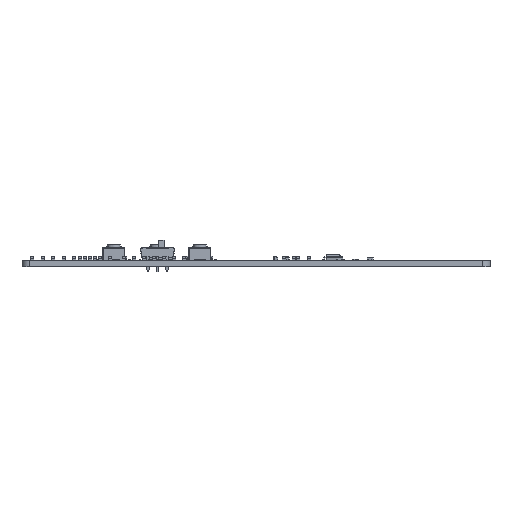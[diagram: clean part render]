
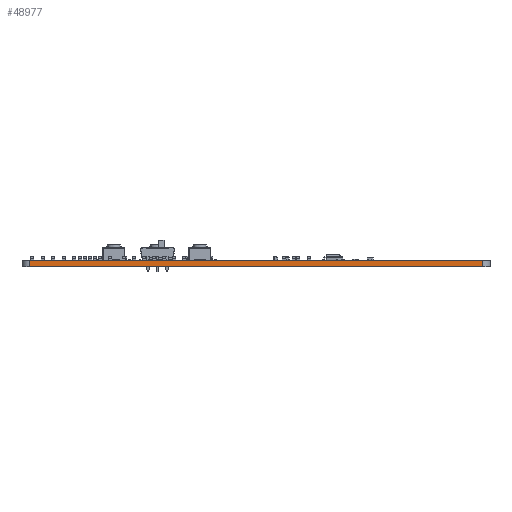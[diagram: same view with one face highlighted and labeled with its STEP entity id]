
A CAD part, front view. The second image highlights one B-rep face of the part: STEP entity #48977.
In plain terms, the highlighted planar face has unit normal (0, -1, 0).
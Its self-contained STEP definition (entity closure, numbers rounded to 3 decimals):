
#38537 = PLANE('',#38538);
#38538 = AXIS2_PLACEMENT_3D('',#38539,#38540,#38541);
#38539 = CARTESIAN_POINT('',(2.888,-1.357,1.6));
#38540 = DIRECTION('',(0.,0.,1.));
#38541 = DIRECTION('',(1.,0.,0.));
#38591 = PLANE('',#38592);
#38592 = AXIS2_PLACEMENT_3D('',#38593,#38594,#38595);
#38593 = CARTESIAN_POINT('',(2.888,-1.357,0.));
#38594 = DIRECTION('',(0.,0.,1.));
#38595 = DIRECTION('',(1.,0.,0.));
#38813 = VERTEX_POINT('',#38814);
#38814 = CARTESIAN_POINT('',(-60.198,-50.8,0.));
#38829 = CYLINDRICAL_SURFACE('',#38830,2.032);
#38830 = AXIS2_PLACEMENT_3D('',#38831,#38832,#38833);
#38831 = CARTESIAN_POINT('',(-60.198,-48.768,0.));
#38832 = DIRECTION('',(0.,0.,-1.));
#38833 = DIRECTION('',(1.,0.,0.));
#38841 = EDGE_CURVE('',#38813,#38842,#38844,.T.);
#38842 = VERTEX_POINT('',#38843);
#38843 = CARTESIAN_POINT('',(60.198,-50.8,0.));
#38844 = SURFACE_CURVE('',#38845,(#38849,#38856),.PCURVE_S1.);
#38845 = LINE('',#38846,#38847);
#38846 = CARTESIAN_POINT('',(-60.198,-50.8,0.));
#38847 = VECTOR('',#38848,1.);
#38848 = DIRECTION('',(1.,0.,0.));
#38849 = PCURVE('',#38591,#38850);
#38850 = DEFINITIONAL_REPRESENTATION('',(#38851),#38855);
#38851 = LINE('',#38852,#38853);
#38852 = CARTESIAN_POINT('',(-63.086,-49.443));
#38853 = VECTOR('',#38854,1.);
#38854 = DIRECTION('',(1.,0.));
#38855 = ( GEOMETRIC_REPRESENTATION_CONTEXT(2) 
PARAMETRIC_REPRESENTATION_CONTEXT() REPRESENTATION_CONTEXT('2D SPACE',''
  ) );
#38856 = PCURVE('',#38857,#38862);
#38857 = PLANE('',#38858);
#38858 = AXIS2_PLACEMENT_3D('',#38859,#38860,#38861);
#38859 = CARTESIAN_POINT('',(-60.198,-50.8,0.));
#38860 = DIRECTION('',(0.,1.,0.));
#38861 = DIRECTION('',(1.,0.,0.));
#38862 = DEFINITIONAL_REPRESENTATION('',(#38863),#38867);
#38863 = LINE('',#38864,#38865);
#38864 = CARTESIAN_POINT('',(0.,0.));
#38865 = VECTOR('',#38866,1.);
#38866 = DIRECTION('',(1.,0.));
#38867 = ( GEOMETRIC_REPRESENTATION_CONTEXT(2) 
PARAMETRIC_REPRESENTATION_CONTEXT() REPRESENTATION_CONTEXT('2D SPACE',''
  ) );
#38886 = CYLINDRICAL_SURFACE('',#38887,2.032);
#38887 = AXIS2_PLACEMENT_3D('',#38888,#38889,#38890);
#38888 = CARTESIAN_POINT('',(60.198,-48.768,0.));
#38889 = DIRECTION('',(0.,0.,-1.));
#38890 = DIRECTION('',(1.,0.,0.));
#44265 = VERTEX_POINT('',#44266);
#44266 = CARTESIAN_POINT('',(-60.198,-50.8,1.6));
#44288 = EDGE_CURVE('',#44265,#44289,#44291,.T.);
#44289 = VERTEX_POINT('',#44290);
#44290 = CARTESIAN_POINT('',(60.198,-50.8,1.6));
#44291 = SURFACE_CURVE('',#44292,(#44296,#44303),.PCURVE_S1.);
#44292 = LINE('',#44293,#44294);
#44293 = CARTESIAN_POINT('',(-60.198,-50.8,1.6));
#44294 = VECTOR('',#44295,1.);
#44295 = DIRECTION('',(1.,0.,0.));
#44296 = PCURVE('',#38537,#44297);
#44297 = DEFINITIONAL_REPRESENTATION('',(#44298),#44302);
#44298 = LINE('',#44299,#44300);
#44299 = CARTESIAN_POINT('',(-63.086,-49.443));
#44300 = VECTOR('',#44301,1.);
#44301 = DIRECTION('',(1.,0.));
#44302 = ( GEOMETRIC_REPRESENTATION_CONTEXT(2) 
PARAMETRIC_REPRESENTATION_CONTEXT() REPRESENTATION_CONTEXT('2D SPACE',''
  ) );
#44303 = PCURVE('',#38857,#44304);
#44304 = DEFINITIONAL_REPRESENTATION('',(#44305),#44309);
#44305 = LINE('',#44306,#44307);
#44306 = CARTESIAN_POINT('',(0.,-1.6));
#44307 = VECTOR('',#44308,1.);
#44308 = DIRECTION('',(1.,0.));
#44309 = ( GEOMETRIC_REPRESENTATION_CONTEXT(2) 
PARAMETRIC_REPRESENTATION_CONTEXT() REPRESENTATION_CONTEXT('2D SPACE',''
  ) );
#48929 = EDGE_CURVE('',#38813,#44265,#48930,.T.);
#48930 = SURFACE_CURVE('',#48931,(#48935,#48942),.PCURVE_S1.);
#48931 = LINE('',#48932,#48933);
#48932 = CARTESIAN_POINT('',(-60.198,-50.8,0.));
#48933 = VECTOR('',#48934,1.);
#48934 = DIRECTION('',(0.,0.,1.));
#48935 = PCURVE('',#38829,#48936);
#48936 = DEFINITIONAL_REPRESENTATION('',(#48937),#48941);
#48937 = LINE('',#48938,#48939);
#48938 = CARTESIAN_POINT('',(-4.712,0.));
#48939 = VECTOR('',#48940,1.);
#48940 = DIRECTION('',(0.,-1.));
#48941 = ( GEOMETRIC_REPRESENTATION_CONTEXT(2) 
PARAMETRIC_REPRESENTATION_CONTEXT() REPRESENTATION_CONTEXT('2D SPACE',''
  ) );
#48942 = PCURVE('',#38857,#48943);
#48943 = DEFINITIONAL_REPRESENTATION('',(#48944),#48948);
#48944 = LINE('',#48945,#48946);
#48945 = CARTESIAN_POINT('',(0.,0.));
#48946 = VECTOR('',#48947,1.);
#48947 = DIRECTION('',(0.,-1.));
#48948 = ( GEOMETRIC_REPRESENTATION_CONTEXT(2) 
PARAMETRIC_REPRESENTATION_CONTEXT() REPRESENTATION_CONTEXT('2D SPACE',''
  ) );
#48977 = ADVANCED_FACE('',(#48978),#38857,.F.);
#48978 = FACE_BOUND('',#48979,.F.);
#48979 = EDGE_LOOP('',(#48980,#48981,#48982,#49003));
#48980 = ORIENTED_EDGE('',*,*,#48929,.T.);
#48981 = ORIENTED_EDGE('',*,*,#44288,.T.);
#48982 = ORIENTED_EDGE('',*,*,#48983,.F.);
#48983 = EDGE_CURVE('',#38842,#44289,#48984,.T.);
#48984 = SURFACE_CURVE('',#48985,(#48989,#48996),.PCURVE_S1.);
#48985 = LINE('',#48986,#48987);
#48986 = CARTESIAN_POINT('',(60.198,-50.8,0.));
#48987 = VECTOR('',#48988,1.);
#48988 = DIRECTION('',(0.,0.,1.));
#48989 = PCURVE('',#38857,#48990);
#48990 = DEFINITIONAL_REPRESENTATION('',(#48991),#48995);
#48991 = LINE('',#48992,#48993);
#48992 = CARTESIAN_POINT('',(120.396,0.));
#48993 = VECTOR('',#48994,1.);
#48994 = DIRECTION('',(0.,-1.));
#48995 = ( GEOMETRIC_REPRESENTATION_CONTEXT(2) 
PARAMETRIC_REPRESENTATION_CONTEXT() REPRESENTATION_CONTEXT('2D SPACE',''
  ) );
#48996 = PCURVE('',#38886,#48997);
#48997 = DEFINITIONAL_REPRESENTATION('',(#48998),#49002);
#48998 = LINE('',#48999,#49000);
#48999 = CARTESIAN_POINT('',(-4.712,0.));
#49000 = VECTOR('',#49001,1.);
#49001 = DIRECTION('',(0.,-1.));
#49002 = ( GEOMETRIC_REPRESENTATION_CONTEXT(2) 
PARAMETRIC_REPRESENTATION_CONTEXT() REPRESENTATION_CONTEXT('2D SPACE',''
  ) );
#49003 = ORIENTED_EDGE('',*,*,#38841,.F.);
